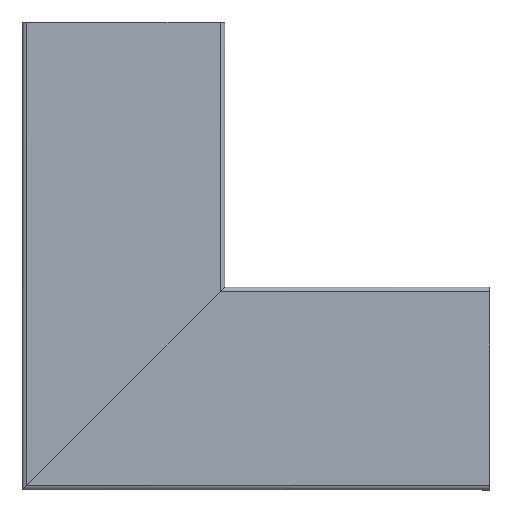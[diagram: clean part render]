
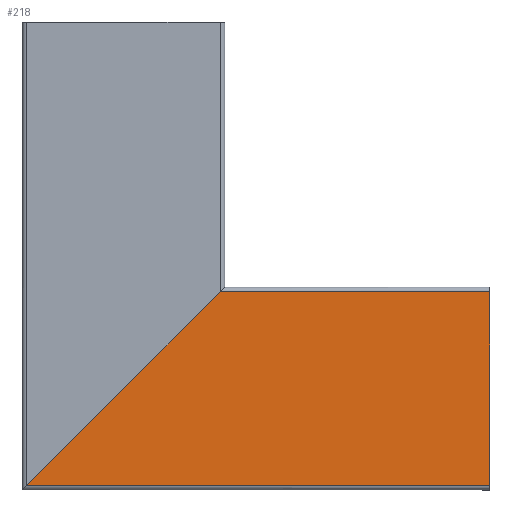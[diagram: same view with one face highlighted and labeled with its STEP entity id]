
A CAD part, front view. The second image highlights one B-rep face of the part: STEP entity #218.
In plain terms, the highlighted planar face has unit normal (0, -1, 0).
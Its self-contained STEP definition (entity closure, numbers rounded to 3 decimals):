
#14 = EDGE_CURVE ( 'NONE', #3270, #2075, #3545, .T. ) ;
#45 = VECTOR ( 'NONE', #3323, 1000. ) ;
#57 = CARTESIAN_POINT ( 'NONE',  ( -62., -70., 300. ) ) ;
#153 = ORIENTED_EDGE ( 'NONE', *, *, #14, .F. ) ;
#176 = LINE ( 'NONE', #57, #3012 ) ;
#181 = DIRECTION ( 'NONE',  ( 0., 1., 0. ) ) ;
#218 = ADVANCED_FACE ( 'NONE', ( #740 ), #912, .F. ) ;
#247 = ORIENTED_EDGE ( 'NONE', *, *, #255, .T. ) ;
#255 = EDGE_CURVE ( 'NONE', #475, #2075, #2214, .T. ) ;
#310 = DIRECTION ( 'NONE',  ( 0., 0., 1. ) ) ;
#335 = CARTESIAN_POINT ( 'NONE',  ( -62., -70., 300. ) ) ;
#337 = ORIENTED_EDGE ( 'NONE', *, *, #2274, .F. ) ;
#475 = VERTEX_POINT ( 'NONE', #2904 ) ;
#511 = AXIS2_PLACEMENT_3D ( 'NONE', #1777, #181, #310 ) ;
#645 = VERTEX_POINT ( 'NONE', #2613 ) ;
#650 = ORIENTED_EDGE ( 'NONE', *, *, #2306, .T. ) ;
#740 = FACE_OUTER_BOUND ( 'NONE', #2238, .T. ) ;
#912 = PLANE ( 'NONE',  #511 ) ;
#930 = VECTOR ( 'NONE', #942, 1000. ) ;
#942 = DIRECTION ( 'NONE',  ( 0., 0., -1. ) ) ;
#1186 = DIRECTION ( 'NONE',  ( 1., 0., 0. ) ) ;
#1334 = VECTOR ( 'NONE', #2298, 1000. ) ;
#1458 = CARTESIAN_POINT ( 'NONE',  ( 62., -70., 300. ) ) ;
#1664 = CARTESIAN_POINT ( 'NONE',  ( 62., -70., 3. ) ) ;
#1724 = LINE ( 'NONE', #335, #930 ) ;
#1777 = CARTESIAN_POINT ( 'NONE',  ( -62., -70., 300. ) ) ;
#2075 = VERTEX_POINT ( 'NONE', #1664 ) ;
#2214 = LINE ( 'NONE', #2947, #1334 ) ;
#2238 = EDGE_LOOP ( 'NONE', ( #650, #247, #153, #337 ) ) ;
#2274 = EDGE_CURVE ( 'NONE', #645, #3270, #176, .T. ) ;
#2298 = DIRECTION ( 'NONE',  ( 0.707, 0., -0.707 ) ) ;
#2306 = EDGE_CURVE ( 'NONE', #645, #475, #1724, .T. ) ;
#2613 = CARTESIAN_POINT ( 'NONE',  ( -62., -70., 300. ) ) ;
#2672 = CARTESIAN_POINT ( 'NONE',  ( 62., -70., 300. ) ) ;
#2904 = CARTESIAN_POINT ( 'NONE',  ( -62., -70., 127. ) ) ;
#2947 = CARTESIAN_POINT ( 'NONE',  ( -65., -70., 130. ) ) ;
#3012 = VECTOR ( 'NONE', #1186, 1000. ) ;
#3270 = VERTEX_POINT ( 'NONE', #2672 ) ;
#3323 = DIRECTION ( 'NONE',  ( 0., 0., -1. ) ) ;
#3545 = LINE ( 'NONE', #1458, #45 ) ;
